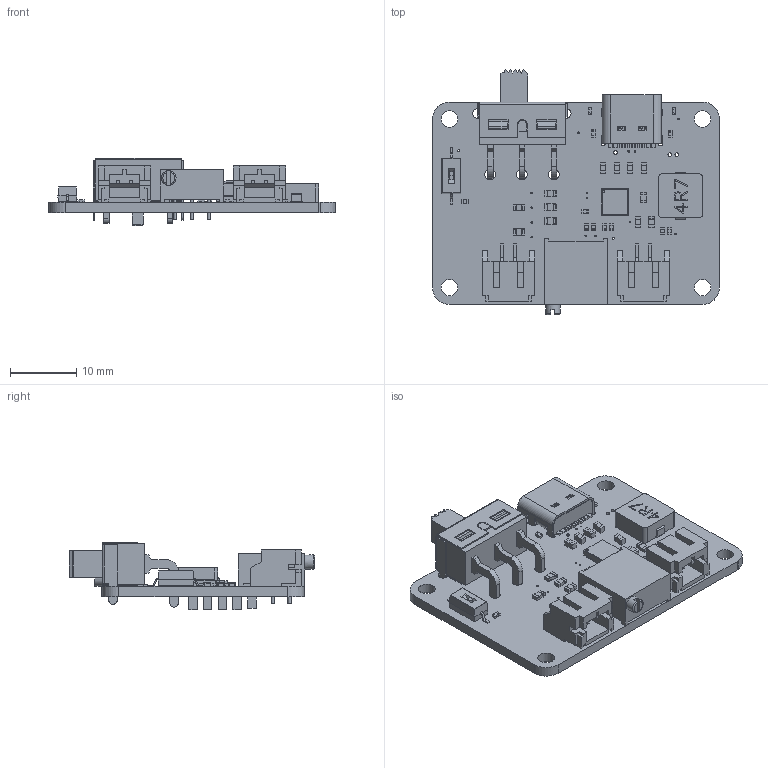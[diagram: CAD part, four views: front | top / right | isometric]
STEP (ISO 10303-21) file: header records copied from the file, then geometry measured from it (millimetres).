
FILE_DESCRIPTION(/* description */ (''),/* implementation_level */ '2;1');
FILE_NAME(/* name */ 'IP2326_2-3S_charger v1-1.step',/* time_stamp */ '2024-08-14T09:49:51+02:00',/* author */ (''),/* organization */ (''),/* preprocessor_version */ 'ST-DEVELOPER v20',/* originating_system */ 'Autodesk Translation Framework v13.14.0.145',/* authorisation */ '');
FILE_SCHEMA (('AUTOMOTIVE_DESIGN { 1 0 10303 214 3 1 1 }'));
Length unit declared in the file: millimetre
Products named in the file (24): IP2326_2-3S_charger; Board; Packages; L6.6X7; RTRIM3296P; LASKAKIT_HEART_4MM; LASKKIT_10MM_SILKSCREEN; S2B-PH-SM4; USBC_USB-C-16P-5; CHIPLED_0402; 2,5-PAD; QFN24-4X4; DSHP01TSS; SS-12D11G5; PCBMODEL_1_2_3_4_5_6_7_8_9_1_26_ASM; B5A273F33FA249AE91F48AE8B7AA079_ASM; COMPOUND-517_ASM; COMPOUND-517_1; COMPOUND-517_2; SMT-JUMPER_2_NC_TRACE_SILK; SMT-JUMPER_2_NO_SILK; C0603; R0402; R0603
Assembly tree (50 placements, depth 7):
  IP2326_2-3S_charger
    Board
    Packages
      L6.6X7
      RTRIM3296P
      LASKAKIT_HEART_4MM
      LASKKIT_10MM_SILKSCREEN
      S2B-PH-SM4  x2
      USBC_USB-C-16P-5
      CHIPLED_0402  x2
      2,5-PAD  x4
      QFN24-4X4
      DSHP01TSS
      SS-12D11G5
        PCBMODEL_1_2_3_4_5_6_7_8_9_1_26_ASM
          B5A273F33FA249AE91F48AE8B7AA079_ASM
            COMPOUND-517_ASM
              COMPOUND-517_1
              COMPOUND-517_2
      SMT-JUMPER_2_NC_TRACE_SILK
      SMT-JUMPER_2_NO_SILK  x4
      C0603  x6
      R0402  x10
      R0603  x6
Bounding box: 43.18 x 36.97 x 10.22 mm (x, y, z)
Volume: 3727.6 mm3; surface area: 6240.1 mm2
Topology: 100 solids, 100 shells, 2687 faces, 6280 edges, 3832 vertices
Faces by surface type: plane 1517, cylinder 746, sphere 310, bspline 94, torus 14, cone 6
Full cylindrical faces by diameter (mm): 0.2 x5, 0.25 x14, 0.3 x6, 0.5 x2, 0.51 x3, 0.55 x5, 0.61 x3, 1.5 x2, 1.6 x3, 2.19 x1, 2.5 x4
Entity records: 49147 total; most frequent: CARTESIAN_POINT 10524, ORIENTED_EDGE 7748, DIRECTION 7406, EDGE_CURVE 3874, LINE 3018, VECTOR 3018, VERTEX_POINT 2484, AXIS2_PLACEMENT_3D 2194
